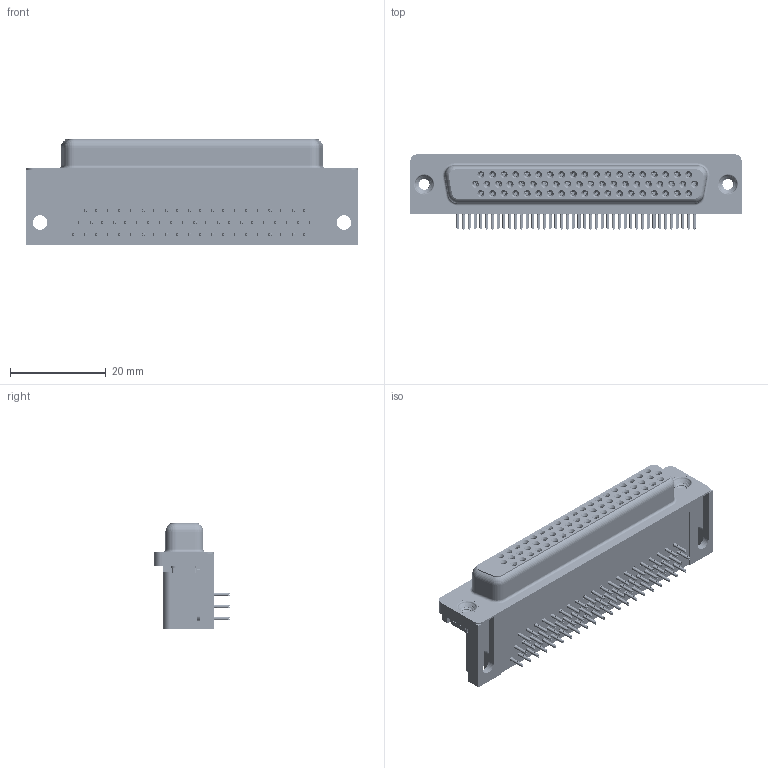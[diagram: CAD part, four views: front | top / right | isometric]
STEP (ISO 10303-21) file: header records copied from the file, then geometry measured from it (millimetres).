
FILE_DESCRIPTION (( 'STEP AP203' ), '1' );
FILE_NAME ('634-062-363-512.STEP', '2018-08-21T20:17:17', ( '' ), ( '' ), 'SwSTEP 2.0', 'SolidWorks 2016', '' );
FILE_SCHEMA (( 'CONFIG_CONTROL_DESIGN' ));
Length unit declared in the file: millimetre
Products named in the file (8): 634-062-363-512; 634 Housing_62 Socket; 634 Shell_62 Socket; Contact Bottom; Contact Middle; Contact Top; Thru Hole Board Mount; 4-40 Threaded Rivet
Assembly tree (68 placements, depth 2):
  634-062-363-512
    634 Housing_62 Socket
    634 Shell_62 Socket
    Contact Bottom  x20
    Contact Middle  x21
    Contact Top  x21
    Thru Hole Board Mount  x2
    4-40 Threaded Rivet  x2
Bounding box: 69.4 x 15.73 x 22.1 mm (x, y, z)
Volume: 12942.7 mm3; surface area: 17739.9 mm2
Topology: 72 solids, 72 shells, 9095 faces, 23900 edges, 14994 vertices
Faces by surface type: plane 4089, bspline 2158, cylinder 2054, cone 756, torus 38
Entity records: 52821 total; most frequent: CARTESIAN_POINT 14868, ORIENTED_EDGE 7404, DIRECTION 6979, EDGE_CURVE 3702, LINE 2585, VECTOR 2585, VERTEX_POINT 2370, AXIS2_PLACEMENT_3D 2197
